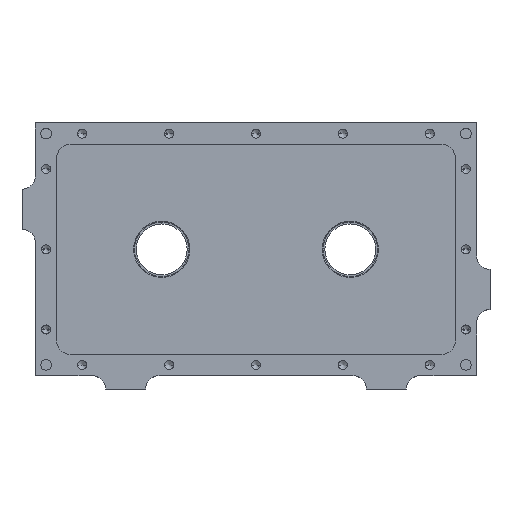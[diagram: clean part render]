
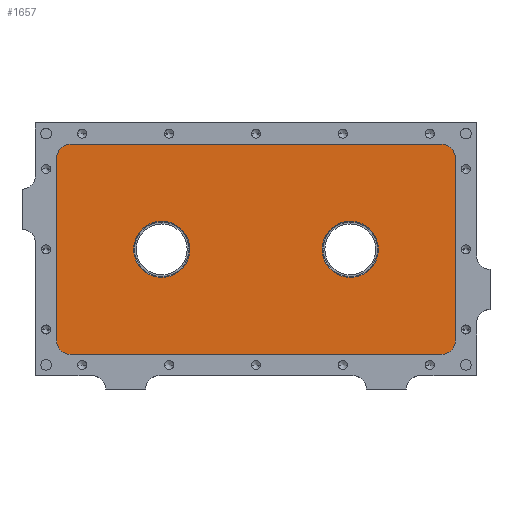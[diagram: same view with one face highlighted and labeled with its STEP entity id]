
A CAD part, top view. The second image highlights one B-rep face of the part: STEP entity #1657.
In plain terms, the highlighted planar face has unit normal (0, 0, 1).
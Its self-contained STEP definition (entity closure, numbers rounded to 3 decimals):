
#33 = ORIENTED_EDGE ( 'NONE', *, *, #2762, .T. ) ;
#171 = CIRCLE ( 'NONE', #4928, 21.005 ) ;
#222 = CARTESIAN_POINT ( 'NONE',  ( 149., -78.5, -15. ) ) ;
#288 = EDGE_CURVE ( 'NONE', #4881, #2136, #4495, .T. ) ;
#388 = PLANE ( 'NONE',  #5092 ) ;
#420 = CARTESIAN_POINT ( 'NONE',  ( -49.495, 0., -15. ) ) ;
#447 = EDGE_LOOP ( 'NONE', ( #3247, #2704, #2836, #4158, #2264, #1903, #33, #467 ) ) ;
#467 = ORIENTED_EDGE ( 'NONE', *, *, #288, .T. ) ;
#511 = VERTEX_POINT ( 'NONE', #1719 ) ;
#573 = EDGE_CURVE ( 'NONE', #3097, #1356, #1883, .T. ) ;
#577 = DIRECTION ( 'NONE',  ( 1., 0., 0. ) ) ;
#670 = DIRECTION ( 'NONE',  ( 0., 1., 0. ) ) ;
#720 = CARTESIAN_POINT ( 'NONE',  ( 149., -68.5, -15. ) ) ;
#779 = VERTEX_POINT ( 'NONE', #720 ) ;
#815 = DIRECTION ( 'NONE',  ( 1., 0., 0. ) ) ;
#828 = DIRECTION ( 'NONE',  ( 1., 0., 0. ) ) ;
#969 = CIRCLE ( 'NONE', #3431, 10. ) ;
#1128 = AXIS2_PLACEMENT_3D ( 'NONE', #4234, #2184, #2239 ) ;
#1133 = DIRECTION ( 'NONE',  ( 0., 0., 1. ) ) ;
#1176 = EDGE_CURVE ( 'NONE', #1348, #511, #3558, .T. ) ;
#1202 = VERTEX_POINT ( 'NONE', #4957 ) ;
#1215 = CIRCLE ( 'NONE', #1128, 21. ) ;
#1244 = LINE ( 'NONE', #4022, #2394 ) ;
#1250 = EDGE_CURVE ( 'NONE', #511, #1348, #171, .T. ) ;
#1348 = VERTEX_POINT ( 'NONE', #420 ) ;
#1356 = VERTEX_POINT ( 'NONE', #1522 ) ;
#1380 = DIRECTION ( 'NONE',  ( 1., 0., 0. ) ) ;
#1383 = CARTESIAN_POINT ( 'NONE',  ( -149., 68.5, -15. ) ) ;
#1395 = VERTEX_POINT ( 'NONE', #2445 ) ;
#1406 = CARTESIAN_POINT ( 'NONE',  ( -149., 78.5, -15. ) ) ;
#1415 = EDGE_CURVE ( 'NONE', #2136, #1395, #1244, .T. ) ;
#1434 = LINE ( 'NONE', #1406, #5208 ) ;
#1461 = ORIENTED_EDGE ( 'NONE', *, *, #2829, .F. ) ;
#1487 = FACE_BOUND ( 'NONE', #3039, .T. ) ;
#1522 = CARTESIAN_POINT ( 'NONE',  ( -139., 78.5, -15. ) ) ;
#1630 = FACE_OUTER_BOUND ( 'NONE', #447, .T. ) ;
#1657 = ADVANCED_FACE ( 'NONE', ( #1487, #3126, #1630 ), #388, .T. ) ;
#1683 = AXIS2_PLACEMENT_3D ( 'NONE', #3206, #3781, #3379 ) ;
#1694 = AXIS2_PLACEMENT_3D ( 'NONE', #2708, #4317, #3928 ) ;
#1719 = CARTESIAN_POINT ( 'NONE',  ( -91.505, 0., -15. ) ) ;
#1802 = VECTOR ( 'NONE', #670, 1000. ) ;
#1837 = CARTESIAN_POINT ( 'NONE',  ( -70.5, 0., -15. ) ) ;
#1883 = LINE ( 'NONE', #5023, #3318 ) ;
#1903 = ORIENTED_EDGE ( 'NONE', *, *, #2418, .T. ) ;
#2136 = VERTEX_POINT ( 'NONE', #5148 ) ;
#2184 = DIRECTION ( 'NONE',  ( 0., 0., 1. ) ) ;
#2231 = AXIS2_PLACEMENT_3D ( 'NONE', #4669, #2310, #5210 ) ;
#2239 = DIRECTION ( 'NONE',  ( 1., 0., 0. ) ) ;
#2264 = ORIENTED_EDGE ( 'NONE', *, *, #573, .T. ) ;
#2270 = DIRECTION ( 'NONE',  ( 1., 0., 0. ) ) ;
#2285 = CARTESIAN_POINT ( 'NONE',  ( 149., 68.5, -15. ) ) ;
#2310 = DIRECTION ( 'NONE',  ( 0., 0., 1. ) ) ;
#2394 = VECTOR ( 'NONE', #815, 1000. ) ;
#2418 = EDGE_CURVE ( 'NONE', #1356, #3232, #969, .T. ) ;
#2445 = CARTESIAN_POINT ( 'NONE',  ( 139., -78.5, -15. ) ) ;
#2644 = CIRCLE ( 'NONE', #1694, 10. ) ;
#2704 = ORIENTED_EDGE ( 'NONE', *, *, #4789, .T. ) ;
#2708 = CARTESIAN_POINT ( 'NONE',  ( 139., -68.5, -15. ) ) ;
#2762 = EDGE_CURVE ( 'NONE', #3232, #4881, #1434, .T. ) ;
#2775 = EDGE_CURVE ( 'NONE', #779, #3256, #4721, .T. ) ;
#2786 = AXIS2_PLACEMENT_3D ( 'NONE', #5062, #4742, #1380 ) ;
#2829 = EDGE_CURVE ( 'NONE', #2913, #1202, #2919, .T. ) ;
#2836 = ORIENTED_EDGE ( 'NONE', *, *, #2775, .T. ) ;
#2913 = VERTEX_POINT ( 'NONE', #3787 ) ;
#2919 = CIRCLE ( 'NONE', #2231, 21. ) ;
#2939 = DIRECTION ( 'NONE',  ( 1., 0., 0. ) ) ;
#2984 = CARTESIAN_POINT ( 'NONE',  ( -139., 68.5, -15. ) ) ;
#3039 = EDGE_LOOP ( 'NONE', ( #1461, #3047 ) ) ;
#3047 = ORIENTED_EDGE ( 'NONE', *, *, #4974, .F. ) ;
#3097 = VERTEX_POINT ( 'NONE', #3513 ) ;
#3126 = FACE_BOUND ( 'NONE', #3299, .T. ) ;
#3206 = CARTESIAN_POINT ( 'NONE',  ( -139., -68.5, -15. ) ) ;
#3232 = VERTEX_POINT ( 'NONE', #1383 ) ;
#3247 = ORIENTED_EDGE ( 'NONE', *, *, #1415, .T. ) ;
#3256 = VERTEX_POINT ( 'NONE', #2285 ) ;
#3299 = EDGE_LOOP ( 'NONE', ( #4453, #5113 ) ) ;
#3318 = VECTOR ( 'NONE', #5073, 1000. ) ;
#3319 = AXIS2_PLACEMENT_3D ( 'NONE', #4935, #4553, #2939 ) ;
#3335 = CARTESIAN_POINT ( 'NONE',  ( -149., -68.5, -15. ) ) ;
#3359 = DIRECTION ( 'NONE',  ( 0., 0., 1. ) ) ;
#3379 = DIRECTION ( 'NONE',  ( 1., 0., 0. ) ) ;
#3431 = AXIS2_PLACEMENT_3D ( 'NONE', #2984, #3359, #577 ) ;
#3465 = DIRECTION ( 'NONE',  ( 0., 0., 1. ) ) ;
#3500 = DIRECTION ( 'NONE',  ( 0., -1., 0. ) ) ;
#3513 = CARTESIAN_POINT ( 'NONE',  ( 139., 78.5, -15. ) ) ;
#3558 = CIRCLE ( 'NONE', #3319, 21.005 ) ;
#3781 = DIRECTION ( 'NONE',  ( 0., 0., 1. ) ) ;
#3787 = CARTESIAN_POINT ( 'NONE',  ( 91.5, 0., -15. ) ) ;
#3928 = DIRECTION ( 'NONE',  ( 1., 0., 0. ) ) ;
#4022 = CARTESIAN_POINT ( 'NONE',  ( -149., -78.5, -15. ) ) ;
#4158 = ORIENTED_EDGE ( 'NONE', *, *, #4713, .T. ) ;
#4234 = CARTESIAN_POINT ( 'NONE',  ( 70.5, 0., -15. ) ) ;
#4317 = DIRECTION ( 'NONE',  ( 0., 0., 1. ) ) ;
#4395 = CIRCLE ( 'NONE', #2786, 10. ) ;
#4453 = ORIENTED_EDGE ( 'NONE', *, *, #1176, .F. ) ;
#4495 = CIRCLE ( 'NONE', #1683, 10. ) ;
#4553 = DIRECTION ( 'NONE',  ( 0., 0., 1. ) ) ;
#4669 = CARTESIAN_POINT ( 'NONE',  ( 70.5, 0., -15. ) ) ;
#4713 = EDGE_CURVE ( 'NONE', #3256, #3097, #4395, .T. ) ;
#4721 = LINE ( 'NONE', #222, #1802 ) ;
#4742 = DIRECTION ( 'NONE',  ( 0., 0., 1. ) ) ;
#4789 = EDGE_CURVE ( 'NONE', #1395, #779, #2644, .T. ) ;
#4830 = CARTESIAN_POINT ( 'NONE',  ( 0., 0., -15. ) ) ;
#4881 = VERTEX_POINT ( 'NONE', #3335 ) ;
#4928 = AXIS2_PLACEMENT_3D ( 'NONE', #1837, #3465, #2270 ) ;
#4935 = CARTESIAN_POINT ( 'NONE',  ( -70.5, 0., -15. ) ) ;
#4957 = CARTESIAN_POINT ( 'NONE',  ( 49.5, 0., -15. ) ) ;
#4974 = EDGE_CURVE ( 'NONE', #1202, #2913, #1215, .T. ) ;
#5023 = CARTESIAN_POINT ( 'NONE',  ( 149., 78.5, -15. ) ) ;
#5062 = CARTESIAN_POINT ( 'NONE',  ( 139., 68.5, -15. ) ) ;
#5073 = DIRECTION ( 'NONE',  ( -1., 0., 0. ) ) ;
#5092 = AXIS2_PLACEMENT_3D ( 'NONE', #4830, #1133, #828 ) ;
#5113 = ORIENTED_EDGE ( 'NONE', *, *, #1250, .F. ) ;
#5148 = CARTESIAN_POINT ( 'NONE',  ( -139., -78.5, -15. ) ) ;
#5208 = VECTOR ( 'NONE', #3500, 1000. ) ;
#5210 = DIRECTION ( 'NONE',  ( 1., 0., 0. ) ) ;
